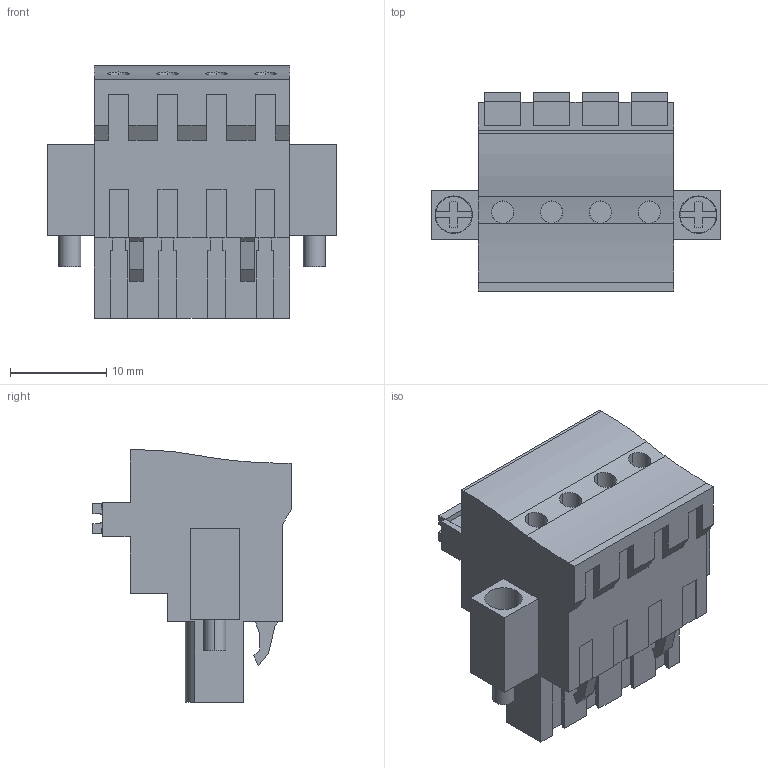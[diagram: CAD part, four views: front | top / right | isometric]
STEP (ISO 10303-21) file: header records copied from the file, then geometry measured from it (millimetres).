
FILE_DESCRIPTION(('CATIA V5 STEP Exchange','CAx-IF Rec.Pracs.--- Model Styling and Organization---1.2---2011-12-15'),'2;1');
FILE_NAME ('D1461174_0_1982910000_1982910000.stp','2017-10-30T15:28:00+00:00',('none'),('Weidmueller'),'CATIA Version 5-6 Release 2014','CATIA V5 STEP AP214','none');
FILE_SCHEMA(('AUTOMOTIVE_DESIGN { 1 0 10303 214 1 1 1 1 }'));
Length unit declared in the file: millimetre
Products named in the file (1): 1982910000
Bounding box: 30.12 x 20.64 x 26.24 mm (x, y, z)
Volume: 6422.8 mm3; surface area: 4063.9 mm2
Topology: 7 solids, 7 shells, 362 faces, 981 edges, 657 vertices
Faces by surface type: plane 299, cylinder 63
Entity records: 10613 total; most frequent: ORIENTED_EDGE 1962, CARTESIAN_POINT 1939, DIRECTION 1445, EDGE_CURVE 981, VECTOR 847, LINE 847, VERTEX_POINT 657, EDGE_LOOP 390
